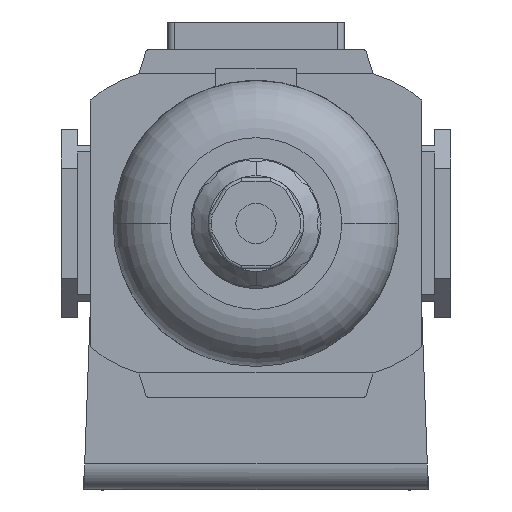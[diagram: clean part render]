
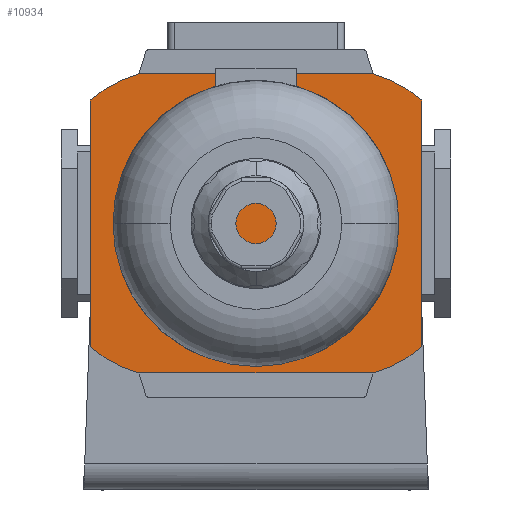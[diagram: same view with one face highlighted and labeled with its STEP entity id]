
A CAD part, front view. The second image highlights one B-rep face of the part: STEP entity #10934.
In plain terms, the highlighted planar face has unit normal (0, -1, 0).
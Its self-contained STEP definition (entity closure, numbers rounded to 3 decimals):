
#165 = VERTEX_POINT ( 'NONE', #8147 ) ;
#303 = DIRECTION ( 'NONE',  ( -1., 0., 0. ) ) ;
#885 = LINE ( 'NONE', #10473, #8558 ) ;
#1205 = VERTEX_POINT ( 'NONE', #12299 ) ;
#1298 = ORIENTED_EDGE ( 'NONE', *, *, #7293, .T. ) ;
#1460 = CARTESIAN_POINT ( 'NONE',  ( 12.601, -31., -3.847 ) ) ;
#1875 = DIRECTION ( 'NONE',  ( 1., 0., 0. ) ) ;
#2016 = VECTOR ( 'NONE', #303, 1000. ) ;
#2438 = LINE ( 'NONE', #9073, #13449 ) ;
#2473 = ORIENTED_EDGE ( 'NONE', *, *, #7451, .T. ) ;
#2928 = DIRECTION ( 'NONE',  ( 1., 0., 0. ) ) ;
#3080 = CIRCLE ( 'NONE', #7576, 19.9 ) ;
#3286 = DIRECTION ( 'NONE',  ( 0., 0., -1. ) ) ;
#3805 = VERTEX_POINT ( 'NONE', #14356 ) ;
#4359 = CARTESIAN_POINT ( 'NONE',  ( -12.601, -31., -3.847 ) ) ;
#4505 = CARTESIAN_POINT ( 'NONE',  ( -25.5, -31., 26.7 ) ) ;
#4573 = EDGE_LOOP ( 'NONE', ( #9308, #2473, #1298, #15444, #10129, #4728, #8366, #7052 ) ) ;
#4629 = DIRECTION ( 'NONE',  ( 0., -1., 0. ) ) ;
#4728 = ORIENTED_EDGE ( 'NONE', *, *, #5628, .T. ) ;
#5628 = EDGE_CURVE ( 'NONE', #7638, #3805, #9717, .T. ) ;
#5808 = DIRECTION ( 'NONE',  ( -1., 0., 0. ) ) ;
#5936 = DIRECTION ( 'NONE',  ( 0., 1., 0. ) ) ;
#5938 = CARTESIAN_POINT ( 'NONE',  ( -25.5, -31., 19. ) ) ;
#6691 = EDGE_CURVE ( 'NONE', #10527, #165, #9910, .T. ) ;
#6768 = CARTESIAN_POINT ( 'NONE',  ( -18.001, -31., -23. ) ) ;
#6772 = EDGE_CURVE ( 'NONE', #12926, #11331, #885, .T. ) ;
#7030 = CIRCLE ( 'NONE', #12943, 19.9 ) ;
#7052 = ORIENTED_EDGE ( 'NONE', *, *, #6691, .T. ) ;
#7293 = EDGE_CURVE ( 'NONE', #1205, #11331, #12358, .T. ) ;
#7451 = EDGE_CURVE ( 'NONE', #7552, #1205, #2438, .T. ) ;
#7481 = AXIS2_PLACEMENT_3D ( 'NONE', #16906, #8336, #18359 ) ;
#7552 = VERTEX_POINT ( 'NONE', #6768 ) ;
#7576 = AXIS2_PLACEMENT_3D ( 'NONE', #13237, #4629, #14691 ) ;
#7638 = VERTEX_POINT ( 'NONE', #17042 ) ;
#7739 = CARTESIAN_POINT ( 'NONE',  ( 25.5, -31., -19. ) ) ;
#8147 = CARTESIAN_POINT ( 'NONE',  ( -25.5, -31., -19. ) ) ;
#8257 = CARTESIAN_POINT ( 'NONE',  ( 25.5, -31., 19. ) ) ;
#8336 = DIRECTION ( 'NONE',  ( 0., 1., 0. ) ) ;
#8366 = ORIENTED_EDGE ( 'NONE', *, *, #18154, .T. ) ;
#8558 = VECTOR ( 'NONE', #3286, 1000. ) ;
#8855 = DIRECTION ( 'NONE',  ( 0., 0., -1. ) ) ;
#8993 = CARTESIAN_POINT ( 'NONE',  ( 25.5, -31., 23. ) ) ;
#9073 = CARTESIAN_POINT ( 'NONE',  ( 25.5, -31., -23. ) ) ;
#9308 = ORIENTED_EDGE ( 'NONE', *, *, #14921, .F. ) ;
#9717 = LINE ( 'NONE', #8993, #2016 ) ;
#9910 = LINE ( 'NONE', #4505, #13246 ) ;
#10129 = ORIENTED_EDGE ( 'NONE', *, *, #15958, .F. ) ;
#10473 = CARTESIAN_POINT ( 'NONE',  ( 25.5, -31., 26.7 ) ) ;
#10527 = VERTEX_POINT ( 'NONE', #5938 ) ;
#10934 = ADVANCED_FACE ( 'NONE', ( #14060 ), #14049, .F. ) ;
#11331 = VERTEX_POINT ( 'NONE', #7739 ) ;
#11565 = DIRECTION ( 'NONE',  ( 0., -1., 0. ) ) ;
#12299 = CARTESIAN_POINT ( 'NONE',  ( 18.001, -31., -23. ) ) ;
#12358 = CIRCLE ( 'NONE', #17195, 19.9 ) ;
#12926 = VERTEX_POINT ( 'NONE', #8257 ) ;
#12943 = AXIS2_PLACEMENT_3D ( 'NONE', #4359, #14412, #5808 ) ;
#13237 = CARTESIAN_POINT ( 'NONE',  ( -12.601, -31., 3.847 ) ) ;
#13246 = VECTOR ( 'NONE', #8855, 1000. ) ;
#13449 = VECTOR ( 'NONE', #1875, 1000. ) ;
#14049 = PLANE ( 'NONE',  #7481 ) ;
#14060 = FACE_OUTER_BOUND ( 'NONE', #4573, .T. ) ;
#14356 = CARTESIAN_POINT ( 'NONE',  ( -18.001, -31., 23. ) ) ;
#14412 = DIRECTION ( 'NONE',  ( 0., 1., 0. ) ) ;
#14525 = CARTESIAN_POINT ( 'NONE',  ( 12.601, -31., 3.847 ) ) ;
#14691 = DIRECTION ( 'NONE',  ( -1., 0., 0. ) ) ;
#14921 = EDGE_CURVE ( 'NONE', #7552, #165, #7030, .T. ) ;
#15444 = ORIENTED_EDGE ( 'NONE', *, *, #6772, .F. ) ;
#15958 = EDGE_CURVE ( 'NONE', #7638, #12926, #16624, .T. ) ;
#15975 = DIRECTION ( 'NONE',  ( 1., 0., 0. ) ) ;
#16624 = CIRCLE ( 'NONE', #18256, 19.9 ) ;
#16906 = CARTESIAN_POINT ( 'NONE',  ( 25.5, -31., 26.7 ) ) ;
#17042 = CARTESIAN_POINT ( 'NONE',  ( 18.001, -31., 23. ) ) ;
#17195 = AXIS2_PLACEMENT_3D ( 'NONE', #1460, #11565, #2928 ) ;
#18154 = EDGE_CURVE ( 'NONE', #3805, #10527, #3080, .T. ) ;
#18256 = AXIS2_PLACEMENT_3D ( 'NONE', #14525, #5936, #15975 ) ;
#18359 = DIRECTION ( 'NONE',  ( -1., 0., 0. ) ) ;
